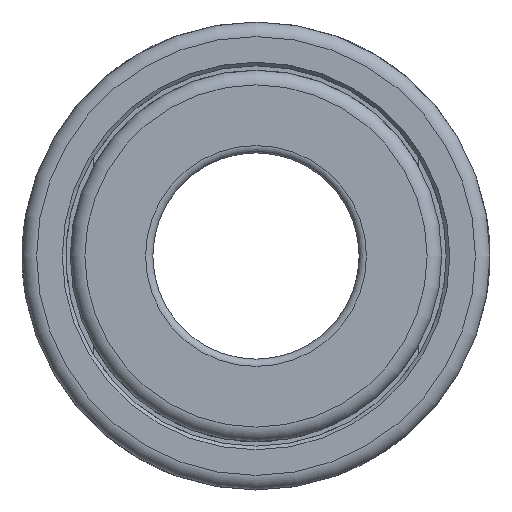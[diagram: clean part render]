
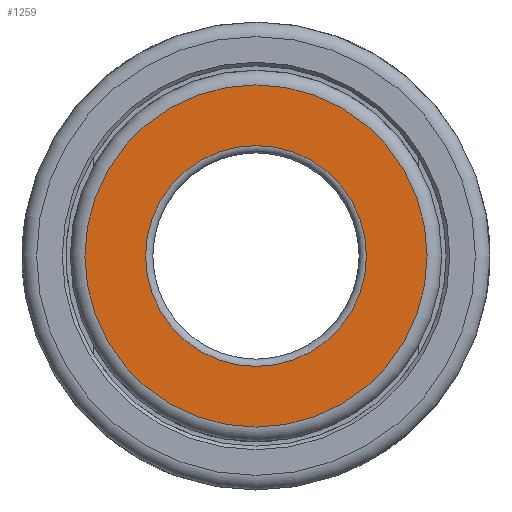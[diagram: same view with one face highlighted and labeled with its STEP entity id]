
A CAD part, left-side view. The second image highlights one B-rep face of the part: STEP entity #1259.
In plain terms, the highlighted planar face has unit normal (-1, 0, 0).
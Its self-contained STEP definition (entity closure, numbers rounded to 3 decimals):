
#42=FACE_BOUND('',#158,.T.);
#90=FACE_OUTER_BOUND('',#157,.T.);
#157=EDGE_LOOP('',(#866,#867));
#158=EDGE_LOOP('',(#868,#869));
#381=CIRCLE('',#1360,3.775);
#382=CIRCLE('',#1361,3.775);
#387=CIRCLE('',#1367,5.85);
#388=CIRCLE('',#1368,5.85);
#494=VERTEX_POINT('',#2053);
#495=VERTEX_POINT('',#2054);
#499=VERTEX_POINT('',#2065);
#500=VERTEX_POINT('',#2066);
#644=EDGE_CURVE('',#494,#495,#381,.T.);
#645=EDGE_CURVE('',#495,#494,#382,.T.);
#650=EDGE_CURVE('',#499,#500,#387,.T.);
#651=EDGE_CURVE('',#500,#499,#388,.T.);
#866=ORIENTED_EDGE('',*,*,#650,.F.);
#867=ORIENTED_EDGE('',*,*,#651,.F.);
#868=ORIENTED_EDGE('',*,*,#644,.T.);
#869=ORIENTED_EDGE('',*,*,#645,.T.);
#1222=PLANE('',#1366);
#1259=ADVANCED_FACE('',(#90,#42),#1222,.T.);
#1360=AXIS2_PLACEMENT_3D('',#2055,#1575,#1576);
#1361=AXIS2_PLACEMENT_3D('',#2056,#1577,#1578);
#1366=AXIS2_PLACEMENT_3D('',#2064,#1587,#1588);
#1367=AXIS2_PLACEMENT_3D('',#2067,#1589,#1590);
#1368=AXIS2_PLACEMENT_3D('',#2068,#1591,#1592);
#1575=DIRECTION('center_axis',(1.,0.,0.));
#1576=DIRECTION('ref_axis',(0.,0.,-1.));
#1577=DIRECTION('center_axis',(1.,0.,0.));
#1578=DIRECTION('ref_axis',(0.,0.,-1.));
#1587=DIRECTION('center_axis',(-1.,0.,0.));
#1588=DIRECTION('ref_axis',(0.,0.,1.));
#1589=DIRECTION('center_axis',(1.,0.,0.));
#1590=DIRECTION('ref_axis',(0.,0.,-1.));
#1591=DIRECTION('center_axis',(1.,0.,0.));
#1592=DIRECTION('ref_axis',(0.,0.,-1.));
#2053=CARTESIAN_POINT('',(-139.96,3.775,0.));
#2054=CARTESIAN_POINT('',(-139.96,0.,3.775));
#2055=CARTESIAN_POINT('Origin',(-139.96,0.,0.));
#2056=CARTESIAN_POINT('Origin',(-139.96,0.,0.));
#2064=CARTESIAN_POINT('Origin',(-139.96,5.85,0.));
#2065=CARTESIAN_POINT('',(-139.96,5.85,0.));
#2066=CARTESIAN_POINT('',(-139.96,0.,5.85));
#2067=CARTESIAN_POINT('Origin',(-139.96,0.,0.));
#2068=CARTESIAN_POINT('Origin',(-139.96,0.,0.));
